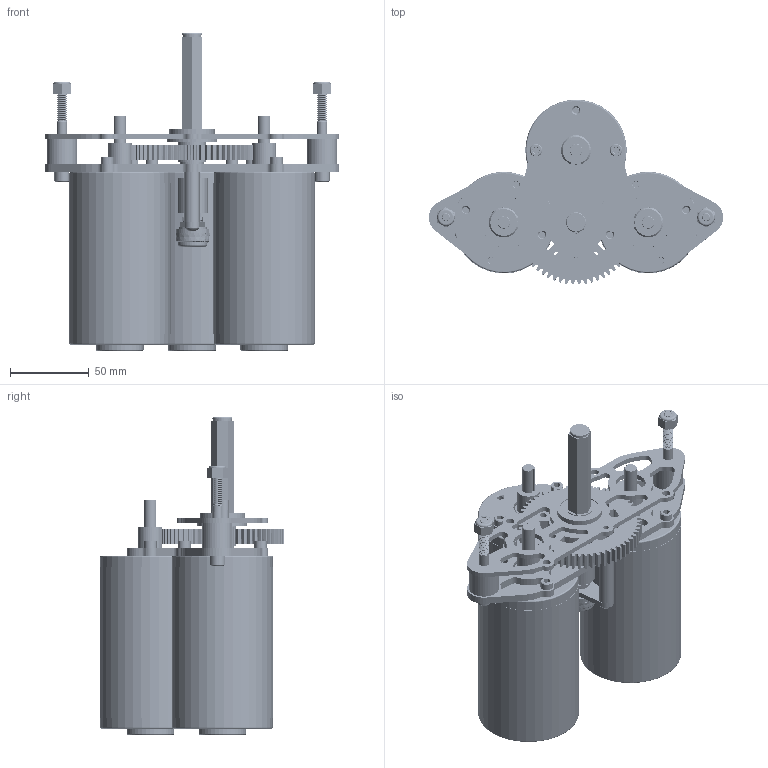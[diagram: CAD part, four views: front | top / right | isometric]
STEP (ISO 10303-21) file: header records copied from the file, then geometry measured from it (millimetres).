
FILE_DESCRIPTION(/* description */ (''),/* implementation_level */ '2;1');
FILE_NAME(/* name */ 'sr_slim_gearbox_triple.stp',/* time_stamp */ '2014-01-03T09:30:32-06:00',/* author */ ('ajlapp'),/* organization */ (''),/* preprocessor_version */ 'ST-DEVELOPER v15.2',/* originating_system */ 'Autodesk Inventor 2014',/* authorisation */ '');
FILE_SCHEMA (('AUTOMOTIVE_DESIGN { 1 0 10303 214 3 1 1 }'));
Length unit declared in the file: inch
Products named in the file (21): single_reduction_gearbox_plate_3motor_revB; single_reduction_gearbox_plate; CIM motor; 10-24 UNC x 4_ Phillips Pan Head; CIM Motor; 12t_CIM_gear; brf-08; trans_standoff_750; 91251A551; 95615A120 (1); 217-2714.20121204; 91251A342; S4-X-250-X-S-D; ws_pot_mount_tab; helical_beam_coupling_2009; 1250_spacer; 91255A250; encoder_mount_asm; simpletube_trans_axle; snap_ring_97633A200; single_reduction_asm_3motor
Bounding box: 186.63 x 117.35 x 201.82 mm (x, y, z)
Volume: 1202534.8 mm3; surface area: 195506.3 mm2
Topology: 36 solids, 881 shells, 2226 faces, 8914 edges, 7669 vertices
Faces by surface type: plane 903, cylinder 744, cone 328, bspline 195, torus 46, sphere 10
Full cylindrical faces by diameter (mm): 1.194 x2, 3.683 x2, 3.962 x12, 4.056 x20, 4.3 x6, 4.826 x25, 5.08 x6, 5.105 x11, 5.22 x2, 5.334 x1, 5.387 x8, 5.437 x3, 5.969 x1, 6.35 x50, 6.528 x4, 6.843 x2, 7.925 x6, 7.95 x3, 9.169 x1, 9.474 x6, 9.525 x3, 9.906 x6, 10.312 x1, 11.887 x2, 12.7 x3, 15.24 x3, 15.875 x2, 16.256 x2, 17.78 x2, 19.05 x6
Entity records: 110596 total; most frequent: CARTESIAN_POINT 52758, DIRECTION 11147, ORIENTED_EDGE 9210, EDGE_CURVE 6878, VERTEX_POINT 6285, AXIS2_PLACEMENT_3D 3938, LINE 3271, VECTOR 3271
